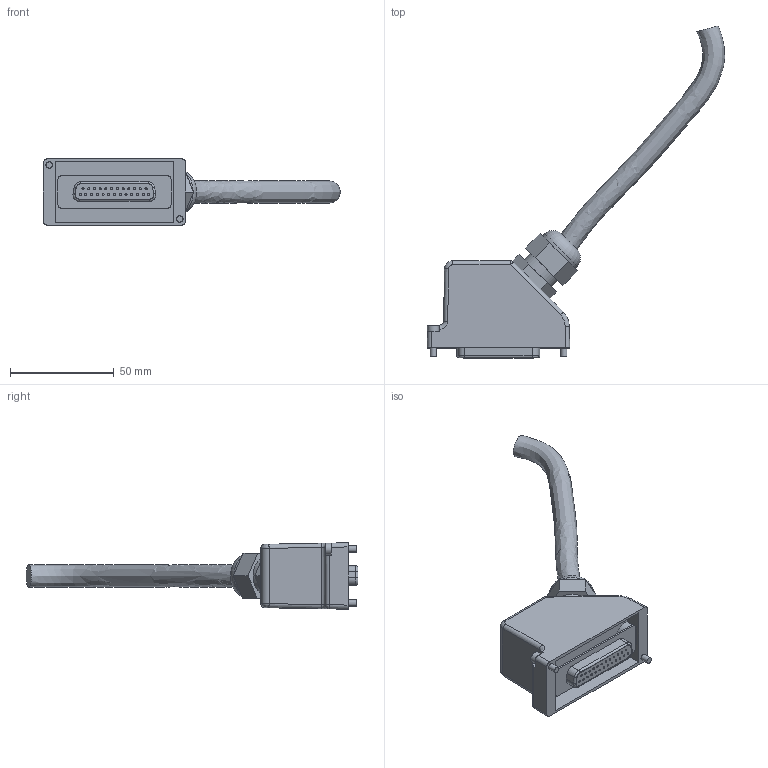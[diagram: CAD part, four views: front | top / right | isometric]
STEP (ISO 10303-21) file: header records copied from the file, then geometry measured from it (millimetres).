
FILE_DESCRIPTION (( 'STEP AP214' ), '1' );
FILE_NAME ('CMV-ACC03.STEP', '2014-12-09T20:23:16', ( '' ), ( '' ), 'SwSTEP 2.0', 'SolidWorks 2013', '' );
FILE_SCHEMA (( 'AUTOMOTIVE_DESIGN' ));
Length unit declared in the file: millimetre
Products named in the file (1): CMV-ACC03
Bounding box: 143.29 x 159.97 x 32 mm (x, y, z)
Volume: 76511.8 mm3; surface area: 24249.4 mm2
Topology: 4 solids, 4 shells, 203 faces, 450 edges, 283 vertices
Faces by surface type: plane 111, cylinder 72, bspline 10, torus 5, sphere 3, cone 2
Full cylindrical faces by diameter (mm): 1 x25, 3 x2, 3.1 x2, 5.5 x2, 10.8 x1, 18.6 x1, 18.7 x1, 22 x1
Entity records: 7168 total; most frequent: CARTESIAN_POINT 1333, DIRECTION 905, ORIENTED_EDGE 804, EDGE_CURVE 402, AXIS2_PLACEMENT_3D 342, EDGE_LOOP 275, VERTEX_POINT 275, FACE_OUTER_BOUND 240
